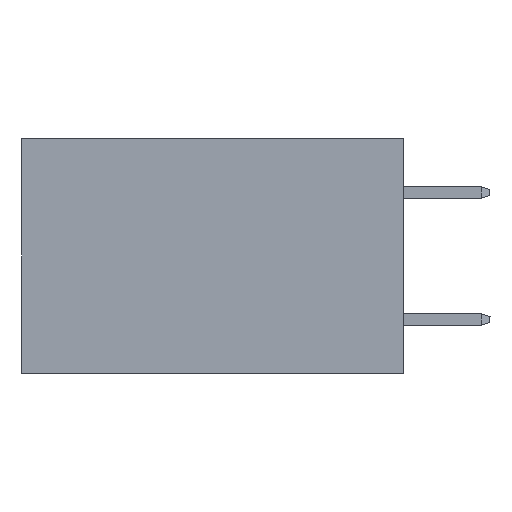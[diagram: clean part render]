
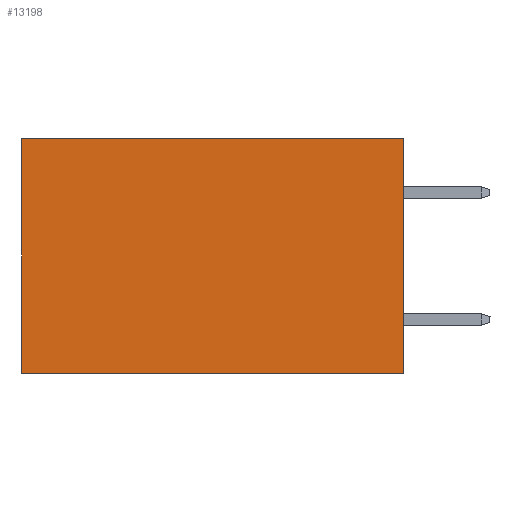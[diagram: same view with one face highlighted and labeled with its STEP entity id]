
A CAD part, left-side view. The second image highlights one B-rep face of the part: STEP entity #13198.
In plain terms, the highlighted planar face has unit normal (-1, 0, 0).
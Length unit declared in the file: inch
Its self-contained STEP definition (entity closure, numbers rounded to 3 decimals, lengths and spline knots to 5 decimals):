
#1102 = LINE ( 'NONE', #11135, #14297 ) ;
#1596 = CARTESIAN_POINT ( 'NONE',  ( 0.2875, 0., -0.37 ) ) ;
#1821 = CARTESIAN_POINT ( 'NONE',  ( 0.2875, 0., 0. ) ) ;
#1827 = EDGE_CURVE ( 'NONE', #24422, #26242, #16863, .T. ) ;
#3255 = CARTESIAN_POINT ( 'NONE',  ( 0.2875, 0.6, 0. ) ) ;
#3533 = DIRECTION ( 'NONE',  ( 0., 1., 0. ) ) ;
#4477 = VERTEX_POINT ( 'NONE', #9640 ) ;
#4742 = CARTESIAN_POINT ( 'NONE',  ( 0.2875, 0., 0. ) ) ;
#5575 = EDGE_LOOP ( 'NONE', ( #6625, #23511, #24621, #20351 ) ) ;
#6625 = ORIENTED_EDGE ( 'NONE', *, *, #25055, .T. ) ;
#8234 = DIRECTION ( 'NONE',  ( 0., 0., -1. ) ) ;
#8375 = PLANE ( 'NONE',  #11198 ) ;
#9640 = CARTESIAN_POINT ( 'NONE',  ( 0.2875, 0.6, -0.37 ) ) ;
#10783 = EDGE_CURVE ( 'NONE', #24422, #12460, #1102, .T. ) ;
#10893 = VECTOR ( 'NONE', #3533, 39.37008 ) ;
#11135 = CARTESIAN_POINT ( 'NONE',  ( 0.2875, 0., 0. ) ) ;
#11198 = AXIS2_PLACEMENT_3D ( 'NONE', #1821, #27377, #8234 ) ;
#11345 = LINE ( 'NONE', #3255, #17153 ) ;
#12296 = CARTESIAN_POINT ( 'NONE',  ( 0.2875, 0., 0. ) ) ;
#12460 = VERTEX_POINT ( 'NONE', #1596 ) ;
#12567 = DIRECTION ( 'NONE',  ( 0., 1., 0. ) ) ;
#13198 = ADVANCED_FACE ( 'NONE', ( #20884 ), #8375, .F. ) ;
#14297 = VECTOR ( 'NONE', #26225, 39.37008 ) ;
#16863 = LINE ( 'NONE', #12296, #26307 ) ;
#17153 = VECTOR ( 'NONE', #20363, 39.37008 ) ;
#19284 = CARTESIAN_POINT ( 'NONE',  ( 0.2875, 0.6, 0. ) ) ;
#20351 = ORIENTED_EDGE ( 'NONE', *, *, #1827, .T. ) ;
#20363 = DIRECTION ( 'NONE',  ( 0., 0., -1. ) ) ;
#20884 = FACE_OUTER_BOUND ( 'NONE', #5575, .T. ) ;
#22244 = EDGE_CURVE ( 'NONE', #12460, #4477, #27122, .T. ) ;
#23511 = ORIENTED_EDGE ( 'NONE', *, *, #22244, .F. ) ;
#24422 = VERTEX_POINT ( 'NONE', #4742 ) ;
#24621 = ORIENTED_EDGE ( 'NONE', *, *, #10783, .F. ) ;
#25055 = EDGE_CURVE ( 'NONE', #26242, #4477, #11345, .T. ) ;
#26225 = DIRECTION ( 'NONE',  ( 0., 0., -1. ) ) ;
#26242 = VERTEX_POINT ( 'NONE', #19284 ) ;
#26307 = VECTOR ( 'NONE', #12567, 39.37008 ) ;
#26714 = CARTESIAN_POINT ( 'NONE',  ( 0.2875, 0., -0.37 ) ) ;
#27122 = LINE ( 'NONE', #26714, #10893 ) ;
#27377 = DIRECTION ( 'NONE',  ( 1., 0., 0. ) ) ;
